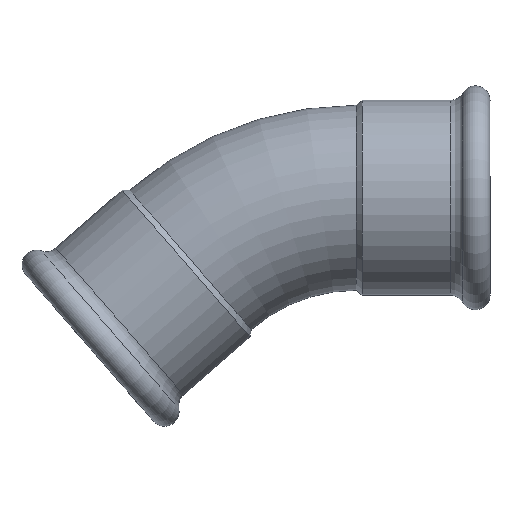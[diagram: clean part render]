
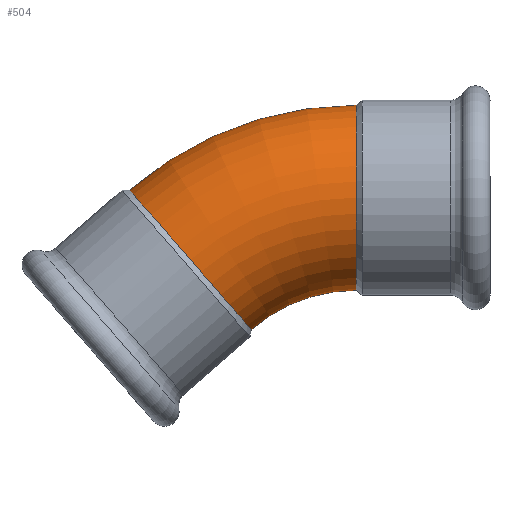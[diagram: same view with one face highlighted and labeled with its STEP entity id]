
A CAD part, top view. The second image highlights one B-rep face of the part: STEP entity #504.
In plain terms, the highlighted toroidal (fillet/blend) face has major radius 103.811 mm and minor radius 38.05 mm.
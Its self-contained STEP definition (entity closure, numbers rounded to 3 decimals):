
#12 = ORIENTED_EDGE ( 'NONE', *, *, #574, .T. ) ;
#37 = CARTESIAN_POINT ( 'NONE',  ( 43., -7.644, 0. ) ) ;
#68 = CARTESIAN_POINT ( 'NONE',  ( -50.182, 33.56, 0. ) ) ;
#74 = AXIS2_PLACEMENT_3D ( 'NONE', #119, #725, #717 ) ;
#98 = CIRCLE ( 'NONE', #444, 141.861 ) ;
#108 = VERTEX_POINT ( 'NONE', #284 ) ;
#119 = CARTESIAN_POINT ( 'NONE',  ( 43., 30.406, 0. ) ) ;
#156 = EDGE_CURVE ( 'NONE', #108, #296, #639, .T. ) ;
#162 = ORIENTED_EDGE ( 'NONE', *, *, #156, .F. ) ;
#235 = EDGE_CURVE ( 'NONE', #686, #108, #98, .T. ) ;
#252 = VERTEX_POINT ( 'NONE', #659 ) ;
#268 = CARTESIAN_POINT ( 'NONE',  ( 43., -73.406, 0. ) ) ;
#281 = DIRECTION ( 'NONE',  ( 0., 0., -1. ) ) ;
#284 = CARTESIAN_POINT ( 'NONE',  ( 43., 68.456, 0. ) ) ;
#296 = VERTEX_POINT ( 'NONE', #37 ) ;
#401 = CIRCLE ( 'NONE', #1024, 65.761 ) ;
#408 = CARTESIAN_POINT ( 'NONE',  ( -25.189, 4.87, 0. ) ) ;
#444 = AXIS2_PLACEMENT_3D ( 'NONE', #268, #494, #821 ) ;
#446 = CIRCLE ( 'NONE', #553, 38.05 ) ;
#461 = AXIS2_PLACEMENT_3D ( 'NONE', #1047, #281, #956 ) ;
#494 = DIRECTION ( 'NONE',  ( 0., 0., -1. ) ) ;
#504 = ADVANCED_FACE ( 'NONE', ( #853 ), #835, .T. ) ;
#506 = DIRECTION ( 'NONE',  ( 0.754, 0.657, 0. ) ) ;
#553 = AXIS2_PLACEMENT_3D ( 'NONE', #408, #506, #844 ) ;
#574 = EDGE_CURVE ( 'NONE', #252, #296, #401, .T. ) ;
#578 = DIRECTION ( 'NONE',  ( -1., 0., 0. ) ) ;
#618 = EDGE_LOOP ( 'NONE', ( #635, #637, #12, #162 ) ) ;
#635 = ORIENTED_EDGE ( 'NONE', *, *, #235, .F. ) ;
#637 = ORIENTED_EDGE ( 'NONE', *, *, #1088, .T. ) ;
#639 = CIRCLE ( 'NONE', #74, 38.05 ) ;
#658 = DIRECTION ( 'NONE',  ( 0., 0., -1. ) ) ;
#659 = CARTESIAN_POINT ( 'NONE',  ( -0.196, -23.821, 0. ) ) ;
#686 = VERTEX_POINT ( 'NONE', #68 ) ;
#717 = DIRECTION ( 'NONE',  ( 0., 1., 0. ) ) ;
#725 = DIRECTION ( 'NONE',  ( 1., 0., 0. ) ) ;
#821 = DIRECTION ( 'NONE',  ( -1., 0., 0. ) ) ;
#835 = TOROIDAL_SURFACE ( 'NONE', #461, 103.811, 38.05 ) ;
#844 = DIRECTION ( 'NONE',  ( -0.657, 0.754, 0. ) ) ;
#853 = FACE_OUTER_BOUND ( 'NONE', #618, .T. ) ;
#956 = DIRECTION ( 'NONE',  ( -1., 0., 0. ) ) ;
#1024 = AXIS2_PLACEMENT_3D ( 'NONE', #1070, #658, #578 ) ;
#1047 = CARTESIAN_POINT ( 'NONE',  ( 43., -73.406, 0. ) ) ;
#1070 = CARTESIAN_POINT ( 'NONE',  ( 43., -73.406, 0. ) ) ;
#1088 = EDGE_CURVE ( 'NONE', #686, #252, #446, .T. ) ;
